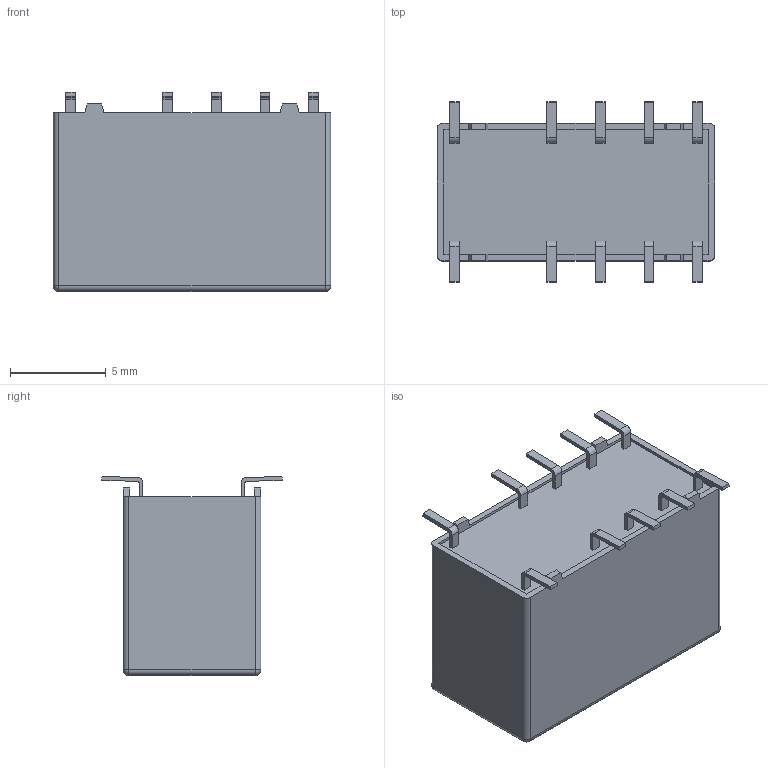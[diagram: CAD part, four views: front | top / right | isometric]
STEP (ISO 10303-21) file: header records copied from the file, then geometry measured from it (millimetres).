
FILE_DESCRIPTION(('FreeCAD Model'),'2;1');
FILE_NAME('G6SK.step','2019-06-04T20:30:35', ('Author'),(''),'Open CASCADE STEP processor 7.2','FreeCAD','Unknown' );
FILE_SCHEMA(('AUTOMOTIVE_DESIGN { 1 0 10303 214 1 1 1 1 }'));
Length unit declared in the file: millimetre
Products named in the file (1): 2103616_v23079e1203b301
Bounding box: 14.5 x 9.41 x 10.4 mm (x, y, z)
Volume: 964.7 mm3; surface area: 656.3 mm2
Topology: 1 solids, 1 shells, 128 faces, 336 edges, 220 vertices
Faces by surface type: plane 96, cylinder 28, sphere 4
Entity records: 9415 total; most frequent: CARTESIAN_POINT 1669, DIRECTION 1294, LINE 900, VECTOR 900, ORIENTED_EDGE 672, PCURVE 672, DEFINITIONAL_REPRESENTATION 672, EDGE_CURVE 336
